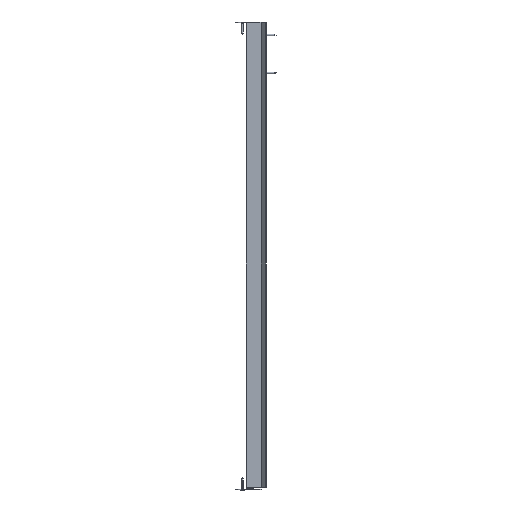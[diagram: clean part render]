
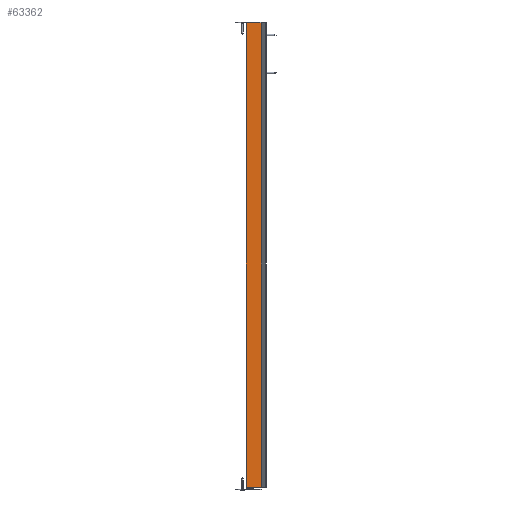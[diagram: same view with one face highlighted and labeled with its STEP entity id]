
A CAD part, left-side view. The second image highlights one B-rep face of the part: STEP entity #63362.
In plain terms, the highlighted planar face has unit normal (-1, 0.007, 0).
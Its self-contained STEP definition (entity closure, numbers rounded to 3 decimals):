
#570 = LINE ( 'NONE', #38416, #89655 ) ;
#1366 = CARTESIAN_POINT ( 'NONE',  ( -6.4, -0.695, -920. ) ) ;
#3252 = CARTESIAN_POINT ( 'NONE',  ( -6.599, -29.843, 0. ) ) ;
#6317 = EDGE_CURVE ( 'NONE', #83580, #21279, #570, .T. ) ;
#6555 = CARTESIAN_POINT ( 'NONE',  ( -6.599, -29.843, -920. ) ) ;
#10057 = VECTOR ( 'NONE', #22157, 1000. ) ;
#11664 = CARTESIAN_POINT ( 'NONE',  ( -6.599, -29.843, -920. ) ) ;
#12052 = ORIENTED_EDGE ( 'NONE', *, *, #72247, .F. ) ;
#13208 = DIRECTION ( 'NONE',  ( 0.007, 1., 0. ) ) ;
#20322 = AXIS2_PLACEMENT_3D ( 'NONE', #11664, #90676, #77400 ) ;
#21279 = VERTEX_POINT ( 'NONE', #3252 ) ;
#22157 = DIRECTION ( 'NONE',  ( 0., 0., 1. ) ) ;
#27421 = CARTESIAN_POINT ( 'NONE',  ( -6.599, -29.843, -920. ) ) ;
#29157 = ORIENTED_EDGE ( 'NONE', *, *, #6317, .T. ) ;
#36909 = EDGE_CURVE ( 'NONE', #83580, #83950, #85097, .T. ) ;
#38416 = CARTESIAN_POINT ( 'NONE',  ( -6.599, -29.843, -920. ) ) ;
#38835 = CARTESIAN_POINT ( 'NONE',  ( -6.4, -0.695, 0. ) ) ;
#39078 = EDGE_LOOP ( 'NONE', ( #80606, #12052, #60292, #29157 ) ) ;
#41748 = LINE ( 'NONE', #71090, #84756 ) ;
#46542 = EDGE_CURVE ( 'NONE', #21279, #77129, #41748, .T. ) ;
#60292 = ORIENTED_EDGE ( 'NONE', *, *, #36909, .F. ) ;
#63362 = ADVANCED_FACE ( 'NONE', ( #70309 ), #83112, .F. ) ;
#70309 = FACE_OUTER_BOUND ( 'NONE', #39078, .T. ) ;
#71090 = CARTESIAN_POINT ( 'NONE',  ( -6.599, -29.843, 0. ) ) ;
#71208 = VECTOR ( 'NONE', #13208, 1000. ) ;
#72247 = EDGE_CURVE ( 'NONE', #83950, #77129, #72315, .T. ) ;
#72315 = LINE ( 'NONE', #1366, #10057 ) ;
#74365 = DIRECTION ( 'NONE',  ( 0., 0., 1. ) ) ;
#77129 = VERTEX_POINT ( 'NONE', #38835 ) ;
#77237 = DIRECTION ( 'NONE',  ( 0.007, 1., 0. ) ) ;
#77400 = DIRECTION ( 'NONE',  ( 0.007, 1., 0. ) ) ;
#79724 = CARTESIAN_POINT ( 'NONE',  ( -6.4, -0.695, -920. ) ) ;
#80606 = ORIENTED_EDGE ( 'NONE', *, *, #46542, .T. ) ;
#83112 = PLANE ( 'NONE',  #20322 ) ;
#83580 = VERTEX_POINT ( 'NONE', #6555 ) ;
#83950 = VERTEX_POINT ( 'NONE', #79724 ) ;
#84756 = VECTOR ( 'NONE', #77237, 1000. ) ;
#85097 = LINE ( 'NONE', #27421, #71208 ) ;
#89655 = VECTOR ( 'NONE', #74365, 1000. ) ;
#90676 = DIRECTION ( 'NONE',  ( 1., -0.007, 0. ) ) ;
